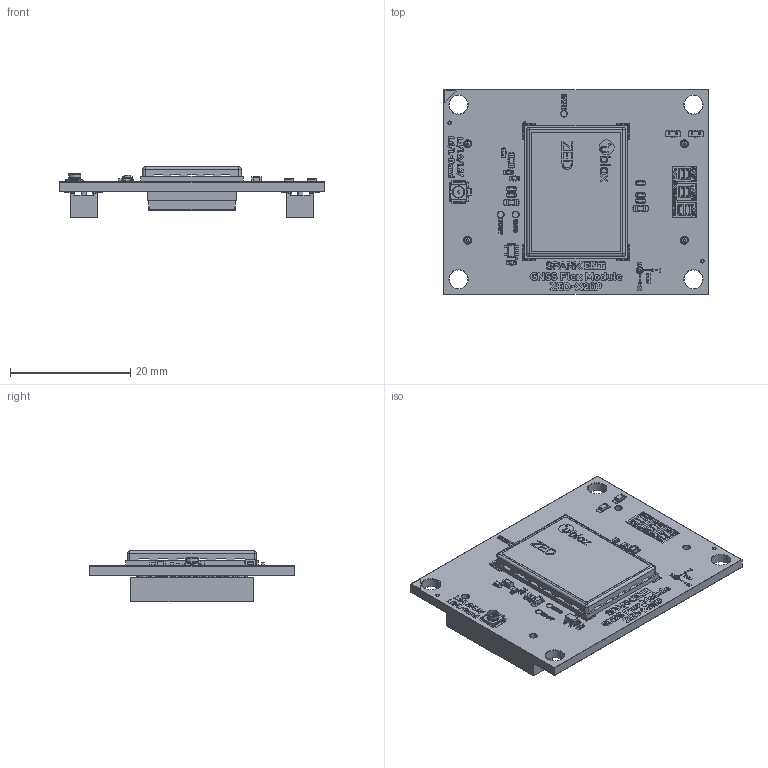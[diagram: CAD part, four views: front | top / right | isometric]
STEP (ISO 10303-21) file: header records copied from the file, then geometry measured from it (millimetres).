
FILE_DESCRIPTION(('KiCad electronic assembly'),'2;1');
FILE_NAME('ZED-X20P_Tilt.step','2025-09-06T01:00:49',('Pcbnew'),('Kicad' ),'Open CASCADE STEP processor 7.8','KiCad to STEP converter', 'Unknown');
FILE_SCHEMA(('AUTOMOTIVE_DESIGN { 1 0 10303 214 1 1 1 1 }'));
Length unit declared in the file: millimetre
Products named in the file (323): ZED-X20P_Tilt 1; R_0603_1608Metric; C_0402_1005Metric; C_0603_1608Metric; R_0402_1005Metric; SOT-353_SC-70-5; u-blox_ZED_Generic; Imported; Imported_6; Imported_5; Imported_2; Imported_3; Imported_4; U.FL; 2x10_2.0mm_Socket_SMD_Pegs-1.0mm_22815; 05X02_PW62; FH20_2XNP_H40_W45_U_DZ; IM19; Board; U5 <1>; 476855440 <1>; Extruded; U2 <1>; 476855440 (1) <1>; U6 <1>; 476854800 <1>; Extruded_3; Free-Models <1>; 663532224 <1>; Extruded_6; 663539904 <1>; Extruded_4; 633584704 (1) <1>; Extruded_5; 633584704 <1>; 663532224 (1) <1>; U4 <1>; 476855952 <1>; Extruded_2; U1 <1> ...
Assembly tree (355 placements, depth 5):
  ZED-X20P_Tilt 1
    R_0603_1608Metric  x2
    C_0402_1005Metric  x8
    C_0603_1608Metric  x3
    R_0402_1005Metric
    SOT-353_SC-70-5
    u-blox_ZED_Generic
      Imported
      Imported_6
      Imported_6
      Imported
      Imported
      Imported
      Imported
      Imported
      Imported
      Imported
      Imported
      Imported_5
      Imported
      Imported
      Imported
      Imported_6
      Imported
      Imported
      Imported
      Imported
      Imported
      Imported
      Imported_6
      Imported
      Imported
      Imported
      Imported
      Imported
      Imported
      Imported
      Imported
      Imported
      Imported_6
      Imported
      Imported
      Imported
      Imported
      Imported
      Imported
      Imported
      Imported
      Imported
      Imported
      Imported
      Imported
      Imported
      Imported
      Imported
      Imported
      Imported
      Imported
      Imported
      Imported
Bounding box: 44 x 34 x 8.47 mm (x, y, z)
Volume: 3629 mm3; surface area: 12471.6 mm2
Topology: 566 solids, 746 shells, 4553 faces, 16958 edges, 13056 vertices
Faces by surface type: plane 3629, cylinder 506, sphere 347, bspline 60, revolution 8, cone 3
Full cylindrical faces by diameter (mm): 0.372 x1, 0.4 x1, 0.5 x4, 0.85 x4, 1.016 x3, 1.2 x4, 1.8 x1, 1.92 x1, 2 x2, 3.1 x4
Entity records: 159173 total; most frequent: CARTESIAN_POINT 29598, DIRECTION 23405, ORIENTED_EDGE 20981, EDGE_CURVE 13663, VERTEX_POINT 11350, LINE 11283, VECTOR 11283, AXIS2_PLACEMENT_3D 6059
